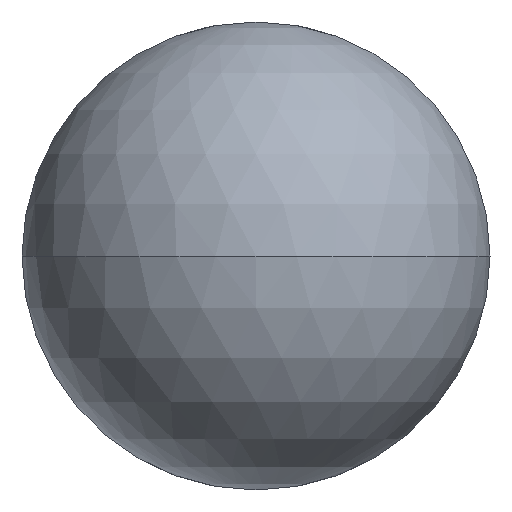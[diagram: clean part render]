
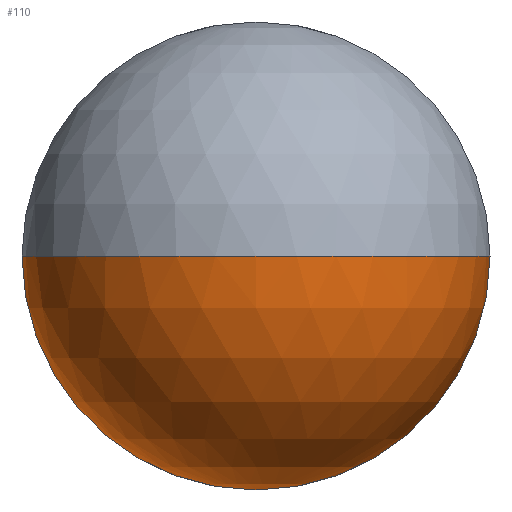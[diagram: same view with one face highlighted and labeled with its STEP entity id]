
A CAD part, front view. The second image highlights one B-rep face of the part: STEP entity #110.
In plain terms, the highlighted spherical face has radius 4.763 mm.
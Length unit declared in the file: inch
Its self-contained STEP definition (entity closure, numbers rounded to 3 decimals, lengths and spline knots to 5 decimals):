
#4 = CARTESIAN_POINT ( 'NONE',  ( 0., 0.1875, 0. ) ) ;
#12 = CIRCLE ( 'NONE', #80, 0.1875 ) ;
#33 = ORIENTED_EDGE ( 'NONE', *, *, #350, .F. ) ;
#45 = CARTESIAN_POINT ( 'NONE',  ( 0., 0.1875, -0.1875 ) ) ;
#46 = AXIS2_PLACEMENT_3D ( 'NONE', #206, #411, #278 ) ;
#48 = CARTESIAN_POINT ( 'NONE',  ( 0.1875, 0.1875, 0. ) ) ;
#56 = CARTESIAN_POINT ( 'NONE',  ( -0.1875, 0.1875, 0. ) ) ;
#62 = ORIENTED_EDGE ( 'NONE', *, *, #434, .T. ) ;
#79 = DIRECTION ( 'NONE',  ( 0., 0., 1. ) ) ;
#80 = AXIS2_PLACEMENT_3D ( 'NONE', #189, #146, #480 ) ;
#82 = CARTESIAN_POINT ( 'NONE',  ( 0., 0., 0. ) ) ;
#90 = ORIENTED_EDGE ( 'NONE', *, *, #252, .T. ) ;
#104 = ORIENTED_EDGE ( 'NONE', *, *, #502, .T. ) ;
#110 = ADVANCED_FACE ( 'NONE', ( #119 ), #359, .T. ) ;
#111 = VERTEX_POINT ( 'NONE', #45 ) ;
#117 = DIRECTION ( 'NONE',  ( 0., 0., -1. ) ) ;
#119 = FACE_OUTER_BOUND ( 'NONE', #304, .T. ) ;
#130 = VERTEX_POINT ( 'NONE', #56 ) ;
#146 = DIRECTION ( 'NONE',  ( 0., -1., 0. ) ) ;
#189 = CARTESIAN_POINT ( 'NONE',  ( 0., 0.1875, 0. ) ) ;
#206 = CARTESIAN_POINT ( 'NONE',  ( 0., 0.1875, 0. ) ) ;
#207 = AXIS2_PLACEMENT_3D ( 'NONE', #288, #331, #236 ) ;
#224 = DIRECTION ( 'NONE',  ( -1., 0., 0. ) ) ;
#236 = DIRECTION ( 'NONE',  ( -1., 0., 0. ) ) ;
#245 = AXIS2_PLACEMENT_3D ( 'NONE', #402, #117, #224 ) ;
#252 = EDGE_CURVE ( 'NONE', #111, #509, #12, .T. ) ;
#263 = DIRECTION ( 'NONE',  ( 1., 0., 0. ) ) ;
#275 = CIRCLE ( 'NONE', #207, 0.1875 ) ;
#278 = DIRECTION ( 'NONE',  ( 0., 0., -1. ) ) ;
#288 = CARTESIAN_POINT ( 'NONE',  ( 0., 0.1875, 0. ) ) ;
#293 = CIRCLE ( 'NONE', #46, 0.1875 ) ;
#304 = EDGE_LOOP ( 'NONE', ( #62, #90, #104, #33 ) ) ;
#331 = DIRECTION ( 'NONE',  ( 0., 0., -1. ) ) ;
#349 = VERTEX_POINT ( 'NONE', #82 ) ;
#350 = EDGE_CURVE ( 'NONE', #130, #349, #522, .T. ) ;
#359 = SPHERICAL_SURFACE ( 'NONE', #245, 0.1875 ) ;
#402 = CARTESIAN_POINT ( 'NONE',  ( 0., 0.1875, 0. ) ) ;
#411 = DIRECTION ( 'NONE',  ( 0., -1., 0. ) ) ;
#434 = EDGE_CURVE ( 'NONE', #130, #111, #293, .T. ) ;
#480 = DIRECTION ( 'NONE',  ( 0., 0., -1. ) ) ;
#502 = EDGE_CURVE ( 'NONE', #509, #349, #275, .T. ) ;
#509 = VERTEX_POINT ( 'NONE', #48 ) ;
#512 = AXIS2_PLACEMENT_3D ( 'NONE', #4, #79, #263 ) ;
#522 = CIRCLE ( 'NONE', #512, 0.1875 ) ;
